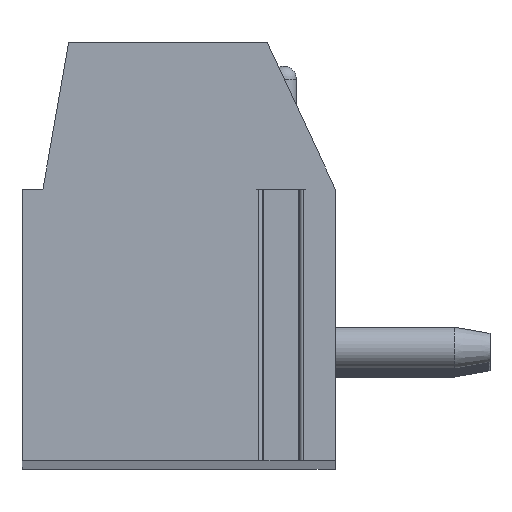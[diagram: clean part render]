
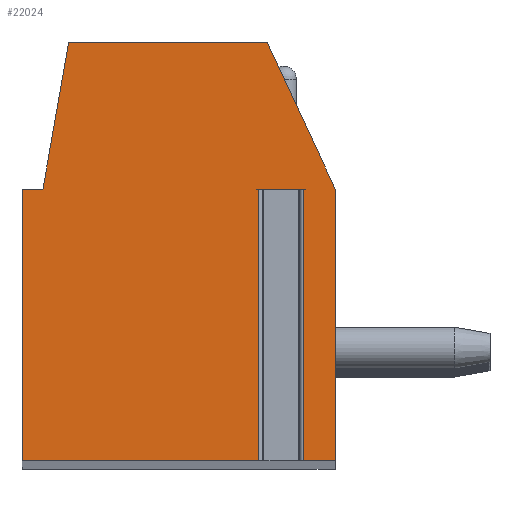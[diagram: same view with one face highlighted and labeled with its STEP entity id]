
A CAD part, top view. The second image highlights one B-rep face of the part: STEP entity #22024.
In plain terms, the highlighted planar face has unit normal (0, 0, 1).
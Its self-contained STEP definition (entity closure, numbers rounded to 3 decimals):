
#13=DIRECTION('',(-1.,0.,0.));
#14=VECTOR('',#13,1.097);
#15=CARTESIAN_POINT('',(2.998,1.5,114.3));
#16=LINE('',#15,#14);
#17=DIRECTION('',(0.,-1.,0.));
#18=VECTOR('',#17,6.5);
#19=CARTESIAN_POINT('',(1.902,1.5,114.3));
#20=LINE('',#19,#18);
#21=DIRECTION('',(1.,0.,0.));
#22=VECTOR('',#21,5.652);
#23=CARTESIAN_POINT('',(-3.75,-5.,114.3));
#24=LINE('',#23,#22);
#25=DIRECTION('',(0.,-1.,0.));
#26=VECTOR('',#25,6.5);
#27=CARTESIAN_POINT('',(-3.75,1.5,114.3));
#28=LINE('',#27,#26);
#29=DIRECTION('',(-1.,0.,0.));
#30=VECTOR('',#29,0.5);
#31=CARTESIAN_POINT('',(-3.25,1.5,114.3));
#32=LINE('',#31,#30);
#33=DIRECTION('',(-0.174,-0.985,0.));
#34=VECTOR('',#33,3.554);
#35=CARTESIAN_POINT('',(-2.633,5.,114.3));
#36=LINE('',#35,#34);
#37=DIRECTION('',(-1.,0.,0.));
#38=VECTOR('',#37,4.751);
#39=CARTESIAN_POINT('',(2.118,5.,114.3));
#40=LINE('',#39,#38);
#41=DIRECTION('',(-0.423,0.906,0.));
#42=VECTOR('',#41,3.862);
#43=CARTESIAN_POINT('',(3.75,1.5,114.3));
#44=LINE('',#43,#42);
#45=DIRECTION('',(0.,1.,0.));
#46=VECTOR('',#45,6.5);
#47=CARTESIAN_POINT('',(3.75,-5.,114.3));
#48=LINE('',#47,#46);
#49=DIRECTION('',(1.,0.,0.));
#50=VECTOR('',#49,0.752);
#51=CARTESIAN_POINT('',(2.998,-5.,114.3));
#52=LINE('',#51,#50);
#53=DIRECTION('',(0.,-1.,0.));
#54=VECTOR('',#53,6.5);
#55=CARTESIAN_POINT('',(2.998,1.5,114.3));
#56=LINE('',#55,#54);
#17473=CARTESIAN_POINT('',(-2.633,5.,114.3));
#17474=CARTESIAN_POINT('',(-3.25,1.5,114.3));
#17475=VERTEX_POINT('',#17473);
#17476=VERTEX_POINT('',#17474);
#17477=CARTESIAN_POINT('',(-3.75,1.5,114.3));
#17478=VERTEX_POINT('',#17477);
#17479=CARTESIAN_POINT('',(-3.75,-5.,114.3));
#17480=VERTEX_POINT('',#17479);
#17481=CARTESIAN_POINT('',(3.75,-5.,114.3));
#17482=CARTESIAN_POINT('',(3.75,1.5,114.3));
#17483=VERTEX_POINT('',#17481);
#17484=VERTEX_POINT('',#17482);
#17485=CARTESIAN_POINT('',(2.118,5.,114.3));
#17486=VERTEX_POINT('',#17485);
#17545=CARTESIAN_POINT('',(2.998,1.5,114.3));
#17546=CARTESIAN_POINT('',(1.902,1.5,114.3));
#17547=VERTEX_POINT('',#17545);
#17548=VERTEX_POINT('',#17546);
#17549=CARTESIAN_POINT('',(1.902,-5.,114.3));
#17550=VERTEX_POINT('',#17549);
#17551=CARTESIAN_POINT('',(2.998,-5.,114.3));
#17552=VERTEX_POINT('',#17551);
#21995=CARTESIAN_POINT('',(0.,0.,114.3));
#21996=DIRECTION('',(0.,0.,1.));
#21997=DIRECTION('',(1.,0.,0.));
#21998=AXIS2_PLACEMENT_3D('',#21995,#21996,#21997);
#21999=PLANE('',#21998);
#22001=ORIENTED_EDGE('',*,*,#22000,.T.);
#22003=ORIENTED_EDGE('',*,*,#22002,.T.);
#22005=ORIENTED_EDGE('',*,*,#22004,.F.);
#22007=ORIENTED_EDGE('',*,*,#22006,.F.);
#22009=ORIENTED_EDGE('',*,*,#22008,.F.);
#22011=ORIENTED_EDGE('',*,*,#22010,.F.);
#22013=ORIENTED_EDGE('',*,*,#22012,.F.);
#22015=ORIENTED_EDGE('',*,*,#22014,.F.);
#22017=ORIENTED_EDGE('',*,*,#22016,.F.);
#22019=ORIENTED_EDGE('',*,*,#22018,.F.);
#22021=ORIENTED_EDGE('',*,*,#22020,.F.);
#22022=EDGE_LOOP('',(#22001,#22003,#22005,#22007,#22009,#22011,#22013,#22015,
#22017,#22019,#22021));
#22023=FACE_OUTER_BOUND('',#22022,.F.);
#22000=EDGE_CURVE('',#17547,#17548,#16,.T.);
#22002=EDGE_CURVE('',#17548,#17550,#20,.T.);
#22004=EDGE_CURVE('',#17480,#17550,#24,.T.);
#22006=EDGE_CURVE('',#17478,#17480,#28,.T.);
#22008=EDGE_CURVE('',#17476,#17478,#32,.T.);
#22010=EDGE_CURVE('',#17475,#17476,#36,.T.);
#22012=EDGE_CURVE('',#17486,#17475,#40,.T.);
#22014=EDGE_CURVE('',#17484,#17486,#44,.T.);
#22016=EDGE_CURVE('',#17483,#17484,#48,.T.);
#22018=EDGE_CURVE('',#17552,#17483,#52,.T.);
#22020=EDGE_CURVE('',#17547,#17552,#56,.T.);
#22024=ADVANCED_FACE('',(#22023),#21999,.T.);
